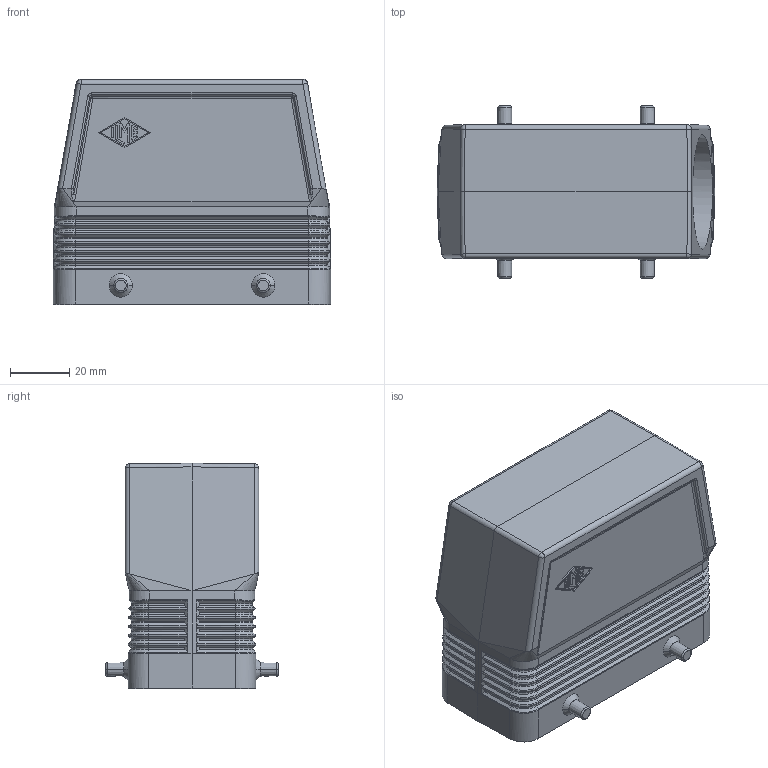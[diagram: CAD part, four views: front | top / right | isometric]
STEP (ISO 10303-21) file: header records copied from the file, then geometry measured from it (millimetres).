
FILE_DESCRIPTION(('Creo Elements/Direct Modeling STEP Export'),'2;1');
FILE_NAME('0ln7uvk5kpn3kbd4668','2022-09-19T14:14:34',(''),(''),'Creo Elements/Direct Modeling STEP processor for AP214 (Solid Model)','Creo Elements/Direct Modeling 20.1B 02-Apr-2019 (C) Parametric Technology GmbH','');
FILE_SCHEMA(('AUTOMOTIVE_DESIGN { 1 0 10303 214 1 1 1 1 }'));
Length unit declared in the file: millimetre
Products named in the file (2): MFOR 16.40
Assembly tree (1 placements, depth 2):
  MFOR 16.40
    MFOR 16.40
Bounding box: 93.5 x 58 x 76 mm (x, y, z)
Volume: 84918.1 mm3; surface area: 42878.2 mm2
Topology: 1 solids, 1 shells, 648 faces, 1566 edges, 912 vertices
Faces by surface type: plane 243, cylinder 193, cone 72, bspline 68, torus 58, sphere 14
Entity records: 31420 total; most frequent: CARTESIAN_POINT 11996, ORIENTED_EDGE 3092, DIRECTION 2783, EDGE_CURVE 1546, AXIS2_PLACEMENT_3D 1017, VERTEX_POINT 912, VECTOR 749, LINE 749
